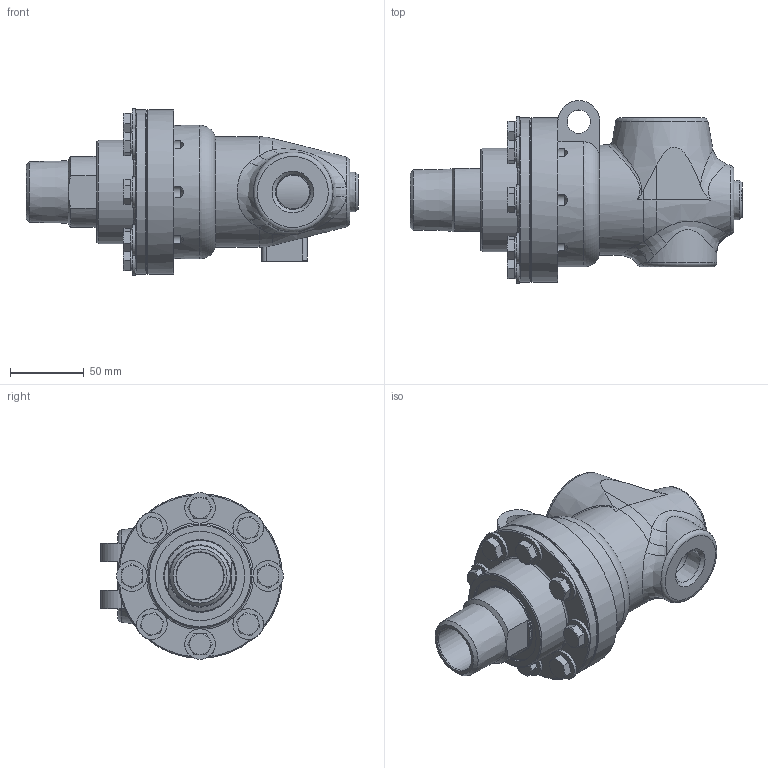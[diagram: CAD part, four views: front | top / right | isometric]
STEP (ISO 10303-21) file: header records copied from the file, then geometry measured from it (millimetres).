
FILE_DESCRIPTION(/* description */ (''),/* implementation_level */ '2;1');
FILE_NAME(/* name */ 'BC-54000-20-50-IC.stp',/* time_stamp */ '2020-05-18T15:31:59-05:00',/* author */ ('Moorera'),/* organization */ (''),/* preprocessor_version */ 'ST-DEVELOPER v18.1',/* originating_system */ 'Autodesk Inventor 2020',/* authorisation */ '');
FILE_SCHEMA (('AUTOMOTIVE_DESIGN { 1 0 10303 214 3 1 1 }'));
Length unit declared in the file: millimetre
Products named in the file (1): BC-54000-20-50-IC
Bounding box: 224.67 x 123.74 x 112.85 mm (x, y, z)
Volume: 964294.3 mm3; surface area: 102993.2 mm2
Topology: 1 solids, 9 shells, 766 faces, 1956 edges, 1274 vertices
Faces by surface type: plane 389, bspline 195, cylinder 92, cone 81, torus 7, sphere 2
Full cylindrical faces by diameter (mm): 7.798 x8, 9.525 x8, 10.312 x8, 10.668 x8, 10.922 x8, 14.224 x8, 15.748 x2, 20.65 x8, 22.631 x1, 31.75 x1, 37.313 x1, 48.07 x1, 49.17 x1, 60.376 x2, 62.255 x1, 70.104 x1, 74.676 x1, 109.982 x1, 111.252 x2
Entity records: 29079 total; most frequent: CARTESIAN_POINT 11171, ORIENTED_EDGE 3910, DIRECTION 3145, EDGE_CURVE 1955, VERTEX_POINT 1274, AXIS2_PLACEMENT_3D 1125, LINE 895, VECTOR 895
